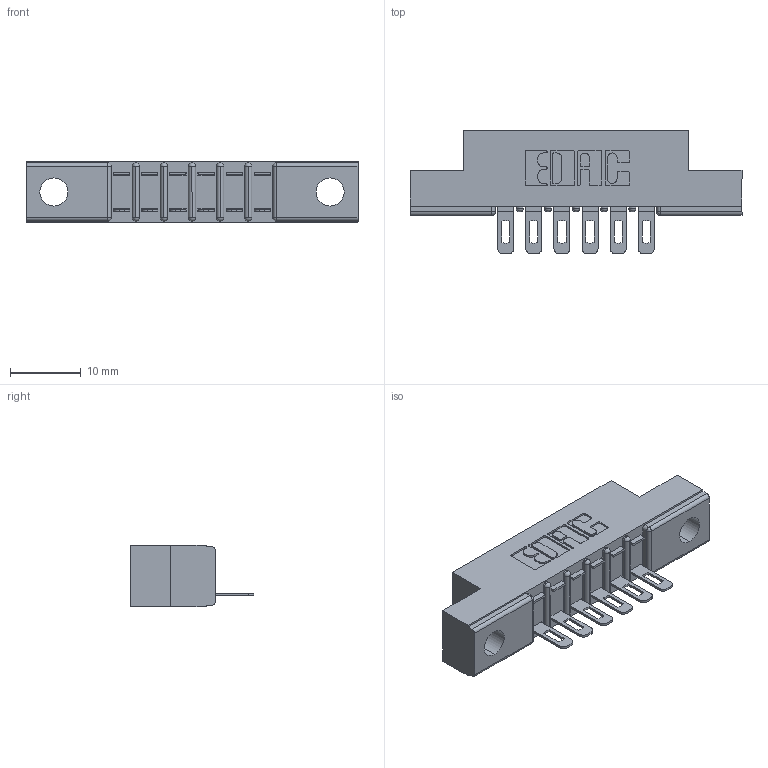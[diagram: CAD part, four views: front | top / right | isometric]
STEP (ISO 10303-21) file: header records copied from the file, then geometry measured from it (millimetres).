
FILE_DESCRIPTION (( 'STEP AP203' ), '1' );
FILE_NAME ('307-006-501-104.STEP', '2019-09-04T17:45:02', ( '' ), ( '' ), 'SwSTEP 2.0', 'SolidWorks 2016', '' );
FILE_SCHEMA (( 'CONFIG_CONTROL_DESIGN' ));
Length unit declared in the file: inch
Products named in the file (3): 307-006-501-104; 307-290-002_501; 307 Part_.156 Dia Mounting Holes
Assembly tree (7 placements, depth 2):
  307-006-501-104
    307 Part_.156 Dia Mounting Holes
    307-290-002_501  x6
Bounding box: 46.79 x 17.42 x 8.71 mm (x, y, z)
Volume: 2979.7 mm3; surface area: 4461 mm2
Topology: 7 solids, 7 shells, 595 faces, 1787 edges, 1170 vertices
Faces by surface type: plane 348, cylinder 233, sphere 14
Entity records: 10794 total; most frequent: CARTESIAN_POINT 1818, ORIENTED_EDGE 1806, DIRECTION 1779, EDGE_CURVE 903, LINE 677, VECTOR 677, VERTEX_POINT 590, AXIS2_PLACEMENT_3D 551
